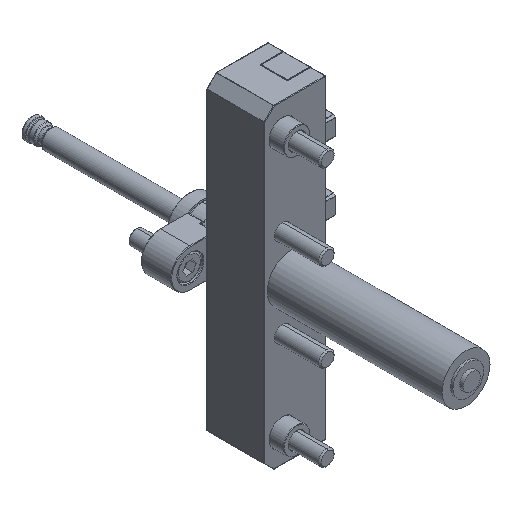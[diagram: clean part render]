
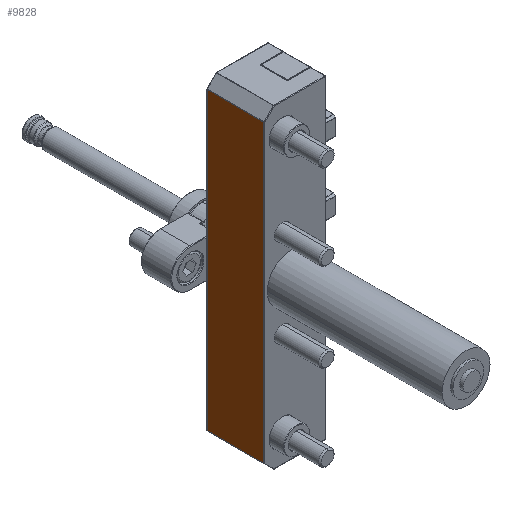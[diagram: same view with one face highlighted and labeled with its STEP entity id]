
A CAD part, isometric view. The second image highlights one B-rep face of the part: STEP entity #9828.
In plain terms, the highlighted planar face has unit normal (-1, 0, 0).
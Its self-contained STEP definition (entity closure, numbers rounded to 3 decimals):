
#522 = VERTEX_POINT ( 'NONE', #17912 ) ;
#687 = LINE ( 'NONE', #23401, #5438 ) ;
#986 = DIRECTION ( 'NONE',  ( 1., 0., 0. ) ) ;
#1374 = EDGE_LOOP ( 'NONE', ( #10161, #7034, #22090, #15641 ) ) ;
#1625 = LINE ( 'NONE', #9203, #7508 ) ;
#3433 = CARTESIAN_POINT ( 'NONE',  ( -16., 0.2, 77. ) ) ;
#3753 = VERTEX_POINT ( 'NONE', #4093 ) ;
#4093 = CARTESIAN_POINT ( 'NONE',  ( -16., 0.2, 76.917 ) ) ;
#4830 = CARTESIAN_POINT ( 'NONE',  ( -16., 29.8, -76.917 ) ) ;
#4929 = CARTESIAN_POINT ( 'NONE',  ( -16., 30., 82. ) ) ;
#5438 = VECTOR ( 'NONE', #14171, 1000. ) ;
#5534 = EDGE_CURVE ( 'NONE', #24204, #19102, #687, .T. ) ;
#6941 = DIRECTION ( 'NONE',  ( 0., -1., 0. ) ) ;
#7034 = ORIENTED_EDGE ( 'NONE', *, *, #22792, .T. ) ;
#7144 = AXIS2_PLACEMENT_3D ( 'NONE', #4929, #986, #21869 ) ;
#7508 = VECTOR ( 'NONE', #24345, 1000. ) ;
#7994 = VECTOR ( 'NONE', #18674, 1000. ) ;
#8441 = CARTESIAN_POINT ( 'NONE',  ( -16., 0.2, -76.917 ) ) ;
#8836 = EDGE_CURVE ( 'NONE', #3753, #24204, #1625, .T. ) ;
#9173 = LINE ( 'NONE', #3433, #7994 ) ;
#9203 = CARTESIAN_POINT ( 'NONE',  ( -16., 29.8, 76.917 ) ) ;
#9537 = VECTOR ( 'NONE', #6941, 1000. ) ;
#9828 = ADVANCED_FACE ( 'NONE', ( #12740 ), #10414, .F. ) ;
#10161 = ORIENTED_EDGE ( 'NONE', *, *, #5534, .T. ) ;
#10414 = PLANE ( 'NONE',  #7144 ) ;
#12122 = EDGE_CURVE ( 'NONE', #522, #3753, #9173, .T. ) ;
#12740 = FACE_OUTER_BOUND ( 'NONE', #1374, .T. ) ;
#14171 = DIRECTION ( 'NONE',  ( 0., 0., -1. ) ) ;
#14234 = CARTESIAN_POINT ( 'NONE',  ( -16., 29.8, 76.917 ) ) ;
#15641 = ORIENTED_EDGE ( 'NONE', *, *, #8836, .T. ) ;
#17912 = CARTESIAN_POINT ( 'NONE',  ( -16., 0.2, -76.917 ) ) ;
#18674 = DIRECTION ( 'NONE',  ( 0., 0., 1. ) ) ;
#19102 = VERTEX_POINT ( 'NONE', #4830 ) ;
#21869 = DIRECTION ( 'NONE',  ( 0., 0., -1. ) ) ;
#22030 = LINE ( 'NONE', #8441, #9537 ) ;
#22090 = ORIENTED_EDGE ( 'NONE', *, *, #12122, .T. ) ;
#22792 = EDGE_CURVE ( 'NONE', #19102, #522, #22030, .T. ) ;
#23401 = CARTESIAN_POINT ( 'NONE',  ( -16., 29.8, 82. ) ) ;
#24204 = VERTEX_POINT ( 'NONE', #14234 ) ;
#24345 = DIRECTION ( 'NONE',  ( 0., 1., 0. ) ) ;
